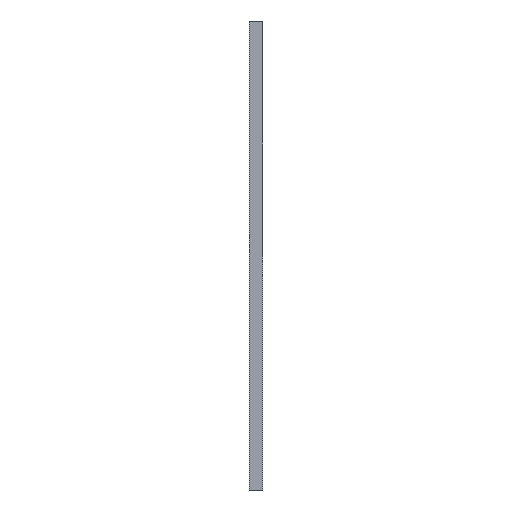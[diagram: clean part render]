
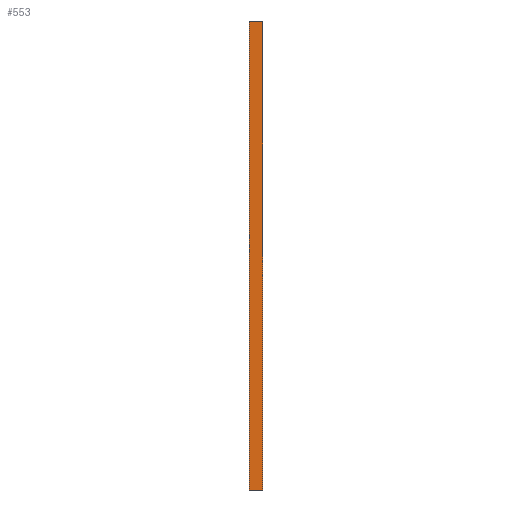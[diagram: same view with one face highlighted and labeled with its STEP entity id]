
A CAD part, left-side view. The second image highlights one B-rep face of the part: STEP entity #553.
In plain terms, the highlighted planar face has unit normal (-1, 0, 0).
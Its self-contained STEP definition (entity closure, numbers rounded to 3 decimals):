
#72 = CARTESIAN_POINT ( 'NONE',  ( 708.483, -40.58, -606.691 ) ) ;
#203 = CARTESIAN_POINT ( 'NONE',  ( 708.483, -38.58, -606.691 ) ) ;
#236 = EDGE_CURVE ( 'NONE', #3094, #2667, #1039, .T. ) ;
#252 = CARTESIAN_POINT ( 'NONE',  ( 708.483, -38.58, -606.691 ) ) ;
#377 = ORIENTED_EDGE ( 'NONE', *, *, #236, .F. ) ;
#473 = EDGE_CURVE ( 'NONE', #2667, #2097, #1994, .T. ) ;
#553 = ADVANCED_FACE ( 'NONE', ( #777 ), #1806, .F. ) ;
#574 = ORIENTED_EDGE ( 'NONE', *, *, #473, .F. ) ;
#605 = VECTOR ( 'NONE', #637, 1000. ) ;
#637 = DIRECTION ( 'NONE',  ( 0., 0., 1. ) ) ;
#706 = EDGE_CURVE ( 'NONE', #2555, #2097, #2416, .T. ) ;
#758 = ORIENTED_EDGE ( 'NONE', *, *, #706, .T. ) ;
#777 = FACE_OUTER_BOUND ( 'NONE', #2898, .T. ) ;
#882 = CARTESIAN_POINT ( 'NONE',  ( 708.483, -38.58, -536.691 ) ) ;
#897 = DIRECTION ( 'NONE',  ( 0., -1., 0. ) ) ;
#1039 = LINE ( 'NONE', #203, #2624 ) ;
#1155 = CARTESIAN_POINT ( 'NONE',  ( 708.483, -40.58, -606.691 ) ) ;
#1180 = CARTESIAN_POINT ( 'NONE',  ( 708.483, -38.58, -606.691 ) ) ;
#1368 = ORIENTED_EDGE ( 'NONE', *, *, #3487, .T. ) ;
#1806 = PLANE ( 'NONE',  #2773 ) ;
#1970 = DIRECTION ( 'NONE',  ( 0., 0., 1. ) ) ;
#1994 = LINE ( 'NONE', #882, #2317 ) ;
#2097 = VERTEX_POINT ( 'NONE', #2620 ) ;
#2317 = VECTOR ( 'NONE', #897, 1000. ) ;
#2360 = DIRECTION ( 'NONE',  ( 1., 0., 0. ) ) ;
#2416 = LINE ( 'NONE', #72, #605 ) ;
#2555 = VERTEX_POINT ( 'NONE', #1155 ) ;
#2616 = CARTESIAN_POINT ( 'NONE',  ( 708.483, -38.58, -606.691 ) ) ;
#2620 = CARTESIAN_POINT ( 'NONE',  ( 708.483, -40.58, -536.691 ) ) ;
#2624 = VECTOR ( 'NONE', #1970, 1000. ) ;
#2667 = VERTEX_POINT ( 'NONE', #2692 ) ;
#2692 = CARTESIAN_POINT ( 'NONE',  ( 708.483, -38.58, -536.691 ) ) ;
#2739 = LINE ( 'NONE', #252, #3019 ) ;
#2773 = AXIS2_PLACEMENT_3D ( 'NONE', #1180, #2360, #3543 ) ;
#2877 = DIRECTION ( 'NONE',  ( 0., -1., 0. ) ) ;
#2898 = EDGE_LOOP ( 'NONE', ( #758, #574, #377, #1368 ) ) ;
#3019 = VECTOR ( 'NONE', #2877, 1000. ) ;
#3094 = VERTEX_POINT ( 'NONE', #2616 ) ;
#3487 = EDGE_CURVE ( 'NONE', #3094, #2555, #2739, .T. ) ;
#3543 = DIRECTION ( 'NONE',  ( 0., 0., -1. ) ) ;
